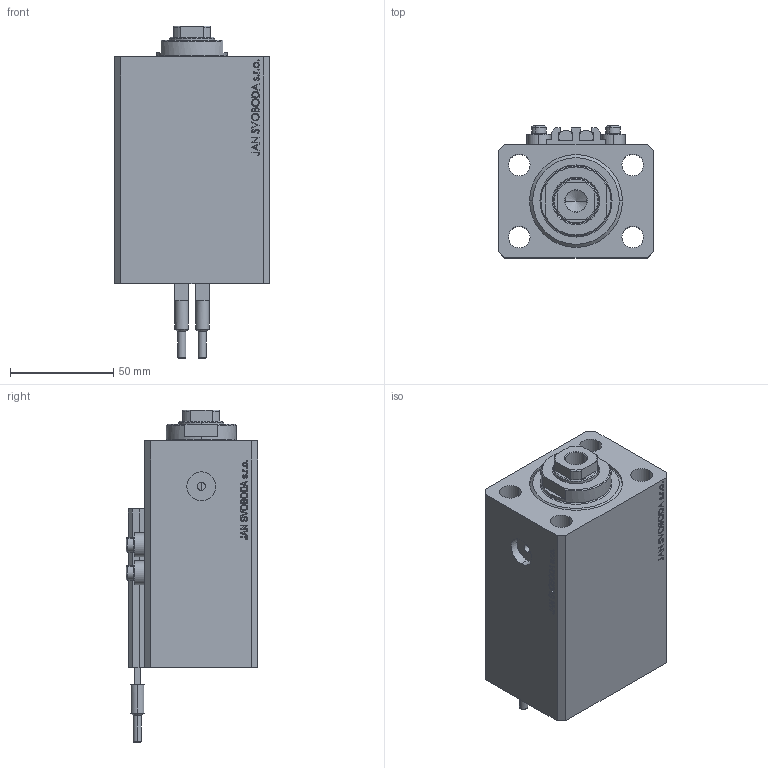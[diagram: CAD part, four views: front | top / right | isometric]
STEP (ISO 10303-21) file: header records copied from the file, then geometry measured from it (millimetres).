
FILE_DESCRIPTION (( 'STEP AP203' ), '1' );
FILE_NAME ('0f12.STEP', '2024-06-05T11:22:31', ( '' ), ( '' ), 'SwSTEP 2.0', 'SolidWorks 2019', '' );
FILE_SCHEMA (( 'CONFIG_CONTROL_DESIGN' ));
Length unit declared in the file: millimetre
Products named in the file (6): V250CE_C_Body a49a5b2e2082ca73ef521d868fdad92b; V250CE_C_VCP a49a5b2e2082ca73ef521d868fdad92b; ALLEN BOLT V250CE a49a5b2e2082ca73ef521d868fdad92b; V250CE_VC_C a49a5b2e2082ca73ef521d868fdad92b; 0f12; SWITCH_V250CE a49a5b2e2082ca73ef521d868fdad92b
Assembly tree (9 placements, depth 2):
  0f12
    V250CE_C_Body a49a5b2e2082ca73ef521d868fdad92b
    ALLEN BOLT V250CE a49a5b2e2082ca73ef521d868fdad92b  x4
    V250CE_C_VCP a49a5b2e2082ca73ef521d868fdad92b
    V250CE_VC_C a49a5b2e2082ca73ef521d868fdad92b
    SWITCH_V250CE a49a5b2e2082ca73ef521d868fdad92b  x2
Bounding box: 75 x 64 x 161 mm (x, y, z)
Volume: 412019.7 mm3; surface area: 94357.6 mm2
Topology: 10 solids, 10 shells, 1090 faces, 2718 edges, 1767 vertices
Faces by surface type: plane 536, bspline 374, cylinder 100, cone 62, torus 18
Entity records: 48179 total; most frequent: CARTESIAN_POINT 26008, ORIENTED_EDGE 5018, DIRECTION 3193, EDGE_CURVE 2509, VERTEX_POINT 1653, VECTOR 1521, LINE 1521, EDGE_LOOP 1114
